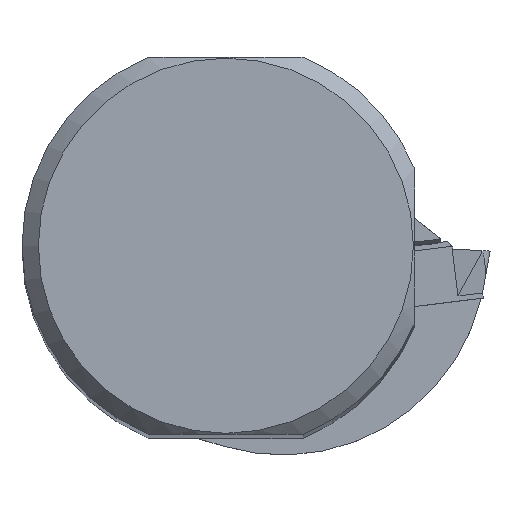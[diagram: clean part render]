
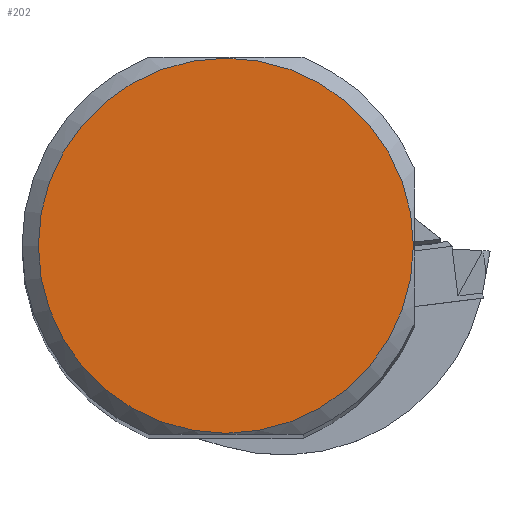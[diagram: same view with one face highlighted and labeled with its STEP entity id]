
A CAD part, top view. The second image highlights one B-rep face of the part: STEP entity #202.
In plain terms, the highlighted planar face has unit normal (0, 0, 1).
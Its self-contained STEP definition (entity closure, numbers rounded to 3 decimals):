
#126=PLANE('',#1542);
#202=ADVANCED_FACE('',(#292),#126,.F.);
#292=FACE_OUTER_BOUND('',#367,.T.);
#367=EDGE_LOOP('',(#765));
#406=CIRCLE('',#1541,18.39);
#765=ORIENTED_EDGE('',*,*,#1109,.T.);
#920=VERTEX_POINT('',#2331);
#1109=EDGE_CURVE('',#920,#920,#406,.T.);
#1541=AXIS2_PLACEMENT_3D('',#2330,#1912,#1913);
#1542=AXIS2_PLACEMENT_3D('',#2332,#1914,#1915);
#1912=DIRECTION('',(0.,0.,1.));
#1913=DIRECTION('',(0.,-1.,0.));
#1914=DIRECTION('',(0.,0.,-1.));
#1915=DIRECTION('',(0.,-1.,0.));
#2330=CARTESIAN_POINT('',(0.,0.,214.788));
#2331=CARTESIAN_POINT('',(0.,-18.39,214.788));
#2332=CARTESIAN_POINT('',(-19.99,0.,214.788));
